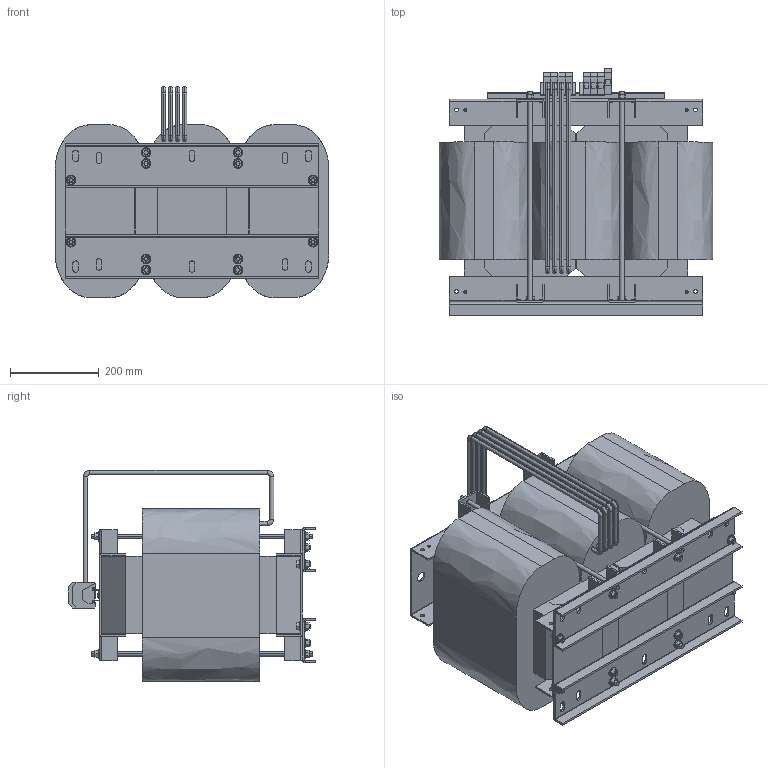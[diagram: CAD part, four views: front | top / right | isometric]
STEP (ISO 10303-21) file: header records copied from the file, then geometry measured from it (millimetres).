
FILE_DESCRIPTION (( 'STEP AP214' ), '1' );
FILE_NAME ('188684.STEP', '2023-03-31T08:51:35', ( '' ), ( '' ), 'SwSTEP 2.0', 'SolidWorks 2018', '' );
FILE_SCHEMA (( 'AUTOMOTIVE_DESIGN' ));
Length unit declared in the file: millimetre
Products named in the file (1): 188684
Bounding box: 617 x 558.3 x 476.6 mm (x, y, z)
Volume: 76025299.2 mm3; surface area: 2392036.7 mm2
Topology: 1 solids, 1 shells, 1409 faces, 3638 edges, 2274 vertices
Faces by surface type: plane 977, cylinder 316, torus 56, cone 48, bspline 12
Entity records: 43082 total; most frequent: CARTESIAN_POINT 8334, ORIENTED_EDGE 7276, DIRECTION 7042, EDGE_CURVE 3638, LINE 2726, VECTOR 2726, VERTEX_POINT 2274, AXIS2_PLACEMENT_3D 2158
